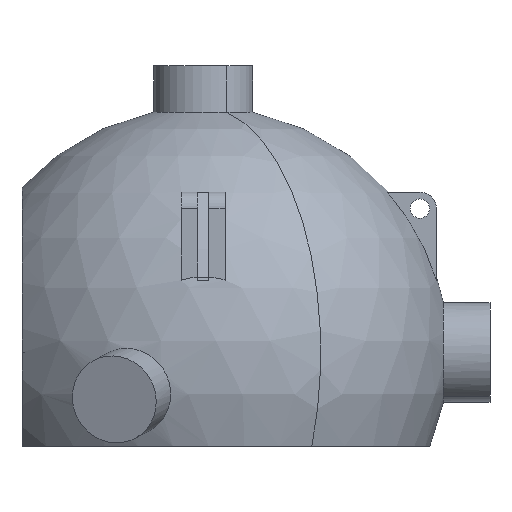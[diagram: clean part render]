
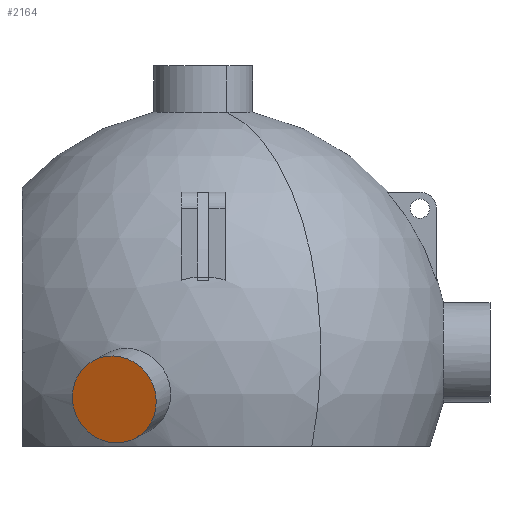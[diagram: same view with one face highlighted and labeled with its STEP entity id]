
A CAD part, left-side view. The second image highlights one B-rep face of the part: STEP entity #2164.
In plain terms, the highlighted planar face has unit normal (-0.937, 0.308, -0.163).
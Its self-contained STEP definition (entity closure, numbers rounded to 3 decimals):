
#868=CARTESIAN_POINT('Vertex',(-49.076,12.117,4.549)) ;
#871=CARTESIAN_POINT('Axis2P3D Location',(-48.964,16.118,11.476)) ;
#875=CARTESIAN_POINT('Vertex',(-48.853,20.12,18.403)) ;
#2150=CARTESIAN_POINT('Axis2P3D Location',(-50.204,16.526,19.369)) ;
#2155=CARTESIAN_POINT('Axis2P3D Location',(-48.964,16.118,11.476)) ;
#872=DIRECTION('Axis2P3D Direction',(-0.937,0.308,-0.163)) ;
#2151=DIRECTION('Axis2P3D Direction',(-0.937,0.308,-0.163)) ;
#2152=DIRECTION('Axis2P3D XDirection',(0.349,0.828,-0.438)) ;
#2156=DIRECTION('Axis2P3D Direction',(-0.937,0.308,-0.163)) ;
#873=AXIS2_PLACEMENT_3D('Circle Axis2P3D',#871,#872,$) ;
#2153=AXIS2_PLACEMENT_3D('Plane Axis2P3D',#2150,#2151,#2152) ;
#2157=AXIS2_PLACEMENT_3D('Circle Axis2P3D',#2155,#2156,$) ;
#2161=ORIENTED_EDGE('',*,*,#877,.T.) ;
#2162=ORIENTED_EDGE('',*,*,#2159,.T.) ;
#2164=ADVANCED_FACE('PartBody',(#2163),#2154,.T.) ;
#874=CIRCLE('generated circle',#873,8.) ;
#2158=CIRCLE('generated circle',#2157,8.) ;
#877=EDGE_CURVE('',#876,#869,#874,.T.) ;
#2159=EDGE_CURVE('',#869,#876,#2158,.T.) ;
#2160=EDGE_LOOP('',(#2161,#2162)) ;
#2163=FACE_OUTER_BOUND('',#2160,.T.) ;
#2154=PLANE('',#2153) ;
#869=VERTEX_POINT('',#868) ;
#876=VERTEX_POINT('',#875) ;
